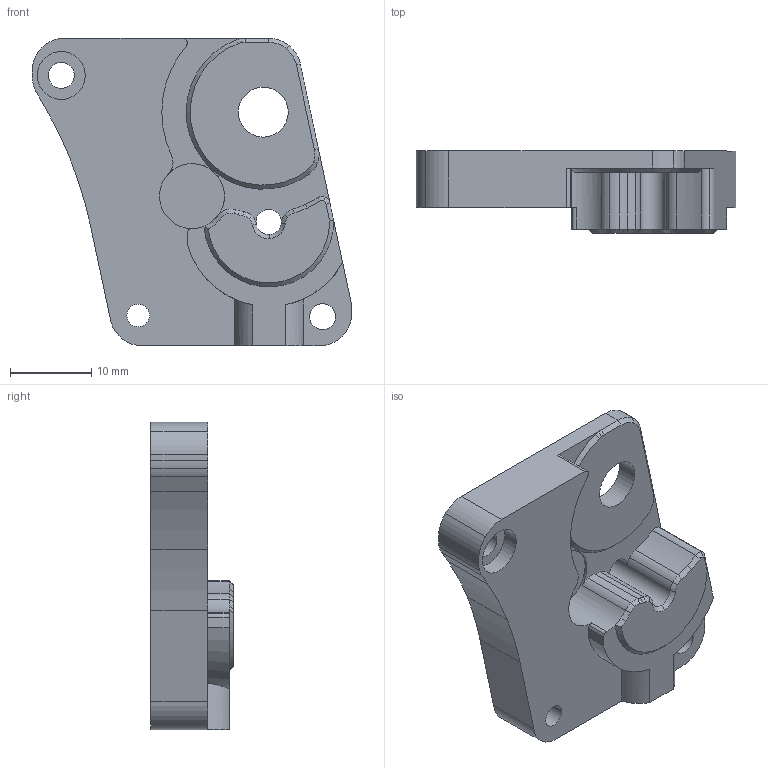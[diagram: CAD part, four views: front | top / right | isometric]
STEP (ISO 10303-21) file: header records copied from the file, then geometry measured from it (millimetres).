
FILE_DESCRIPTION(('STEP AP214'),'1');
FILE_NAME('Bottom.stp','2024-04-06T18:48:39',('Abu'),(' '),'Spatial InterOp 3D','CST ACIS InterOp Converter 2021',' ');
FILE_SCHEMA(('AUTOMOTIVE_DESIGN { 1 0 10303 214 1 1 1 1 }'));
Length unit declared in the file: millimetre
Products named in the file (1): Case2/Bottom/Solid|solid36
Bounding box: 39.38 x 10.15 x 37.88 mm (x, y, z)
Volume: 6237.5 mm3; surface area: 3850.9 mm2
Topology: 1 solids, 1 shells, 99 faces, 269 edges, 174 vertices
Faces by surface type: cylinder 51, cone 26, plane 22
Entity records: 3283 total; most frequent: DIRECTION 612, CARTESIAN_POINT 607, ORIENTED_EDGE 538, EDGE_CURVE 269, AXIS2_PLACEMENT_3D 247, VERTEX_POINT 174, CIRCLE 147, LINE 118
